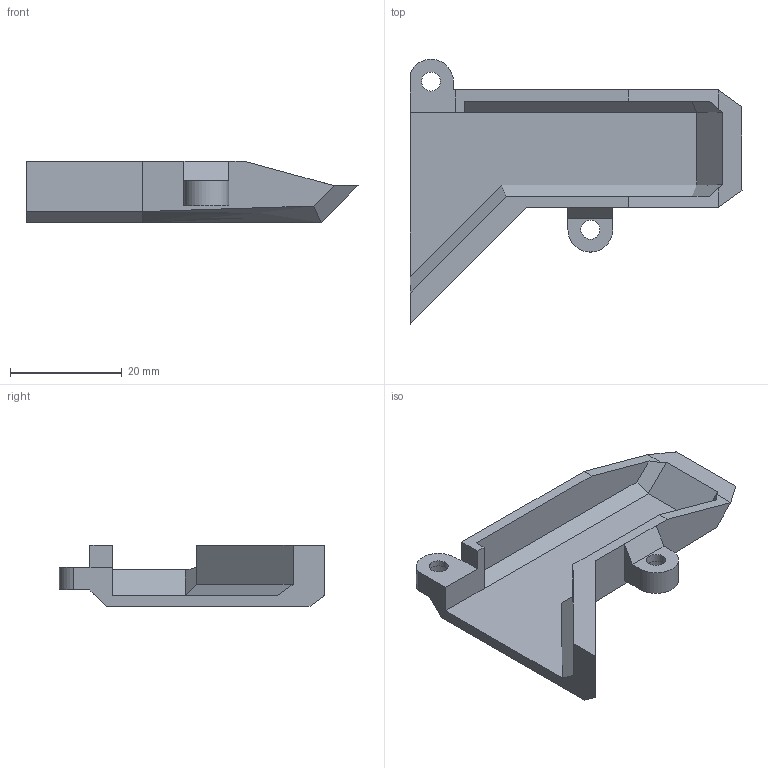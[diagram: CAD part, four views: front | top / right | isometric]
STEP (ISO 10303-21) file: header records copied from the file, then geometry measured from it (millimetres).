
FILE_DESCRIPTION(/* description */ (''),/* implementation_level */ '2;1');
FILE_NAME(/* name */ 'shirdalwirerun v9.step',/* time_stamp */ '2022-11-20T15:00:57-05:00',/* author */ (''),/* organization */ (''),/* preprocessor_version */ 'ST-DEVELOPER v19.2',/* originating_system */ 'Autodesk Translation Framework v11.17.0.187',/* authorisation */ '');
FILE_SCHEMA (('AUTOMOTIVE_DESIGN { 1 0 10303 214 3 1 1 }'));
Length unit declared in the file: millimetre
Products named in the file (1): shirdalwirerun
Bounding box: 59.37 x 47.5 x 11 mm (x, y, z)
Volume: 5466.5 mm3; surface area: 5435 mm2
Topology: 1 solids, 1 shells, 71 faces, 180 edges, 116 vertices
Faces by surface type: plane 52, cylinder 18, bspline 1
Full cylindrical faces by diameter (mm): 3.4 x2, 6 x2
Entity records: 2176 total; most frequent: CARTESIAN_POINT 383, ORIENTED_EDGE 360, DIRECTION 360, EDGE_CURVE 180, LINE 142, VECTOR 142, VERTEX_POINT 116, AXIS2_PLACEMENT_3D 109
